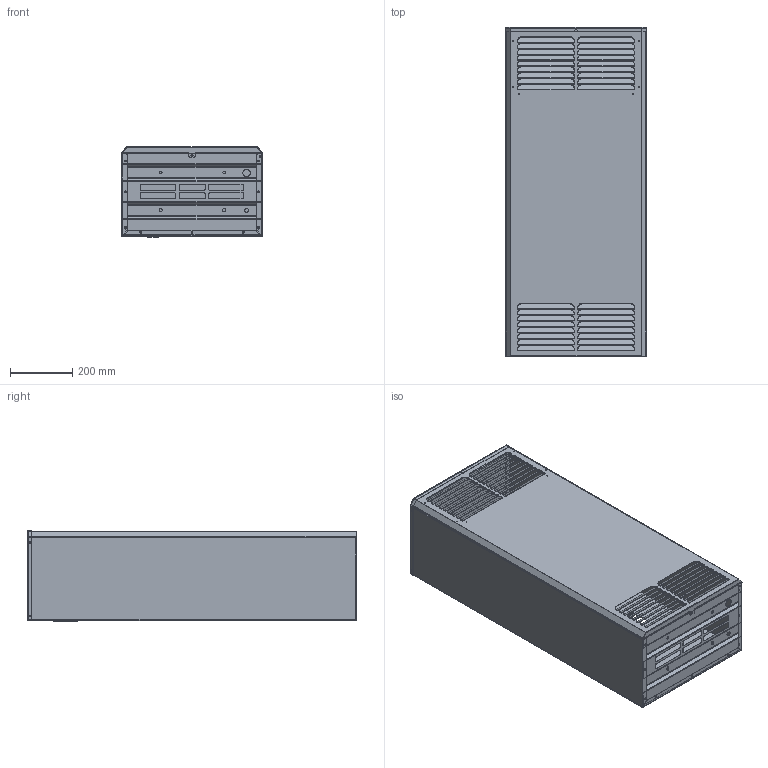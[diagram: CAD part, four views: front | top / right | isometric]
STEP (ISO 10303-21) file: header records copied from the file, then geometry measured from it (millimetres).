
FILE_DESCRIPTION (( 'STEP AP203' ), '1' );
FILE_NAME ('O4000- KATIMODEL.STEP', '2023-01-25T08:29:02', ( '' ), ( '' ), 'SwSTEP 2.0', 'SolidWorks 2011', '' );
FILE_SCHEMA (( 'CONFIG_CONTROL_DESIGN' ));
Products named in the file (8): OUT4000-MOTORALTSACÝ; Digital Display Controller-K; OUT4000-ONKAPAK; OUT4000-GOVDE; O4000-MUDAHALEKAPAK; OUT4000-ARKAKAPAK; OUT4000-USTKAPAK; O4000- KATIMODEL
Assembly tree (7 placements, depth 2):
  O4000- KATIMODEL
    Digital Display Controller-K
    OUT4000-GOVDE
    OUT4000-ONKAPAK
    O4000-MUDAHALEKAPAK
    OUT4000-MOTORALTSACÝ
    OUT4000-USTKAPAK
    OUT4000-ARKAKAPAK
Bounding box: 454.11 x 1054.76 x 289.69 mm (x, y, z)
Volume: 1902249.8 mm3; surface area: 3835487.2 mm2
Topology: 7 solids, 7 shells, 1966 faces, 5368 edges, 3360 vertices
Faces by surface type: cylinder 953, plane 705, bspline 308
Entity records: 66287 total; most frequent: CARTESIAN_POINT 17023, ORIENTED_EDGE 10736, DIRECTION 9266, EDGE_CURVE 5368, VERTEX_POINT 3360, AXIS2_PLACEMENT_3D 3346, VECTOR 2574, LINE 2574
